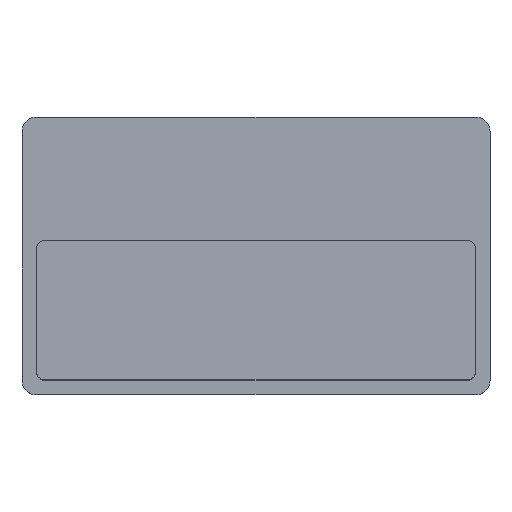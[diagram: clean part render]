
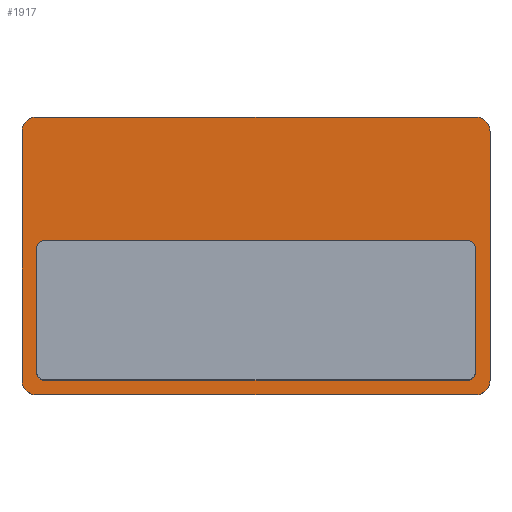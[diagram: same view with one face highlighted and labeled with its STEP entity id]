
A CAD part, top view. The second image highlights one B-rep face of the part: STEP entity #1917.
In plain terms, the highlighted planar face has unit normal (0, 0, 1).
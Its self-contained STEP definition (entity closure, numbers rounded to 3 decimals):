
#23=FACE_BOUND('',#228,.T.);
#28=PLANE('',#2052);
#120=FACE_OUTER_BOUND('',#227,.T.);
#227=EDGE_LOOP('',(#1506,#1507,#1508,#1509,#1510,#1511,#1512,#1513));
#228=EDGE_LOOP('',(#1514,#1515,#1516,#1517,#1518,#1519,#1520,#1521));
#421=CIRCLE('',#2035,1.);
#425=CIRCLE('',#2042,1.);
#426=CIRCLE('',#2045,1.);
#427=CIRCLE('',#2048,1.);
#429=CIRCLE('',#2051,2.);
#430=CIRCLE('',#2053,2.);
#431=CIRCLE('',#2054,2.);
#432=CIRCLE('',#2055,2.);
#516=LINE('',#5177,#624);
#522=LINE('',#5197,#630);
#525=LINE('',#5575,#633);
#529=LINE('',#5961,#637);
#530=LINE('',#5965,#638);
#531=LINE('',#5969,#639);
#532=LINE('',#5972,#640);
#533=LINE('',#5973,#641);
#624=VECTOR('',#2330,10.);
#630=VECTOR('',#2350,10.);
#633=VECTOR('',#2359,10.);
#637=VECTOR('',#2375,10.);
#638=VECTOR('',#2378,10.);
#639=VECTOR('',#2381,10.);
#640=VECTOR('',#2384,10.);
#641=VECTOR('',#2385,10.);
#820=VERTEX_POINT('',#5167);
#821=VERTEX_POINT('',#5169);
#823=VERTEX_POINT('',#5175);
#829=VERTEX_POINT('',#5191);
#830=VERTEX_POINT('',#5195);
#831=VERTEX_POINT('',#5569);
#832=VERTEX_POINT('',#5571);
#833=VERTEX_POINT('',#5947);
#836=VERTEX_POINT('',#5954);
#837=VERTEX_POINT('',#5956);
#838=VERTEX_POINT('',#5960);
#839=VERTEX_POINT('',#5962);
#840=VERTEX_POINT('',#5964);
#841=VERTEX_POINT('',#5966);
#842=VERTEX_POINT('',#5968);
#843=VERTEX_POINT('',#5970);
#1086=EDGE_CURVE('',#820,#821,#421,.F.);
#1090=EDGE_CURVE('',#823,#820,#516,.T.);
#1098=EDGE_CURVE('',#829,#823,#425,.F.);
#1100=EDGE_CURVE('',#830,#829,#522,.T.);
#1106=EDGE_CURVE('',#831,#832,#426,.F.);
#1108=EDGE_CURVE('',#821,#831,#525,.T.);
#1114=EDGE_CURVE('',#833,#830,#427,.F.);
#1117=EDGE_CURVE('',#836,#837,#429,.T.);
#1119=EDGE_CURVE('',#836,#838,#529,.T.);
#1120=EDGE_CURVE('',#839,#838,#430,.T.);
#1121=EDGE_CURVE('',#839,#840,#530,.T.);
#1122=EDGE_CURVE('',#841,#840,#431,.T.);
#1123=EDGE_CURVE('',#842,#841,#531,.T.);
#1124=EDGE_CURVE('',#843,#842,#432,.T.);
#1125=EDGE_CURVE('',#837,#843,#532,.T.);
#1126=EDGE_CURVE('',#832,#833,#533,.T.);
#1506=ORIENTED_EDGE('',*,*,#1117,.F.);
#1507=ORIENTED_EDGE('',*,*,#1119,.T.);
#1508=ORIENTED_EDGE('',*,*,#1120,.F.);
#1509=ORIENTED_EDGE('',*,*,#1121,.T.);
#1510=ORIENTED_EDGE('',*,*,#1122,.F.);
#1511=ORIENTED_EDGE('',*,*,#1123,.F.);
#1512=ORIENTED_EDGE('',*,*,#1124,.F.);
#1513=ORIENTED_EDGE('',*,*,#1125,.F.);
#1514=ORIENTED_EDGE('',*,*,#1100,.F.);
#1515=ORIENTED_EDGE('',*,*,#1114,.F.);
#1516=ORIENTED_EDGE('',*,*,#1126,.F.);
#1517=ORIENTED_EDGE('',*,*,#1106,.F.);
#1518=ORIENTED_EDGE('',*,*,#1108,.F.);
#1519=ORIENTED_EDGE('',*,*,#1086,.F.);
#1520=ORIENTED_EDGE('',*,*,#1090,.F.);
#1521=ORIENTED_EDGE('',*,*,#1098,.F.);
#1917=ADVANCED_FACE('',(#120,#23),#28,.T.);
#2035=AXIS2_PLACEMENT_3D('',#5170,#2323,#2324);
#2042=AXIS2_PLACEMENT_3D('',#5193,#2345,#2346);
#2045=AXIS2_PLACEMENT_3D('',#5572,#2354,#2355);
#2048=AXIS2_PLACEMENT_3D('',#5949,#2363,#2364);
#2051=AXIS2_PLACEMENT_3D('',#5957,#2370,#2371);
#2052=AXIS2_PLACEMENT_3D('',#5959,#2373,#2374);
#2053=AXIS2_PLACEMENT_3D('',#5963,#2376,#2377);
#2054=AXIS2_PLACEMENT_3D('',#5967,#2379,#2380);
#2055=AXIS2_PLACEMENT_3D('',#5971,#2382,#2383);
#2323=DIRECTION('center_axis',(0.,0.,-1.));
#2324=DIRECTION('ref_axis',(0.707,0.707,0.));
#2330=DIRECTION('',(0.,1.,0.));
#2345=DIRECTION('center_axis',(0.,0.,-1.));
#2346=DIRECTION('ref_axis',(0.707,-0.707,0.));
#2350=DIRECTION('',(1.,0.,0.));
#2354=DIRECTION('center_axis',(0.,0.,-1.));
#2355=DIRECTION('ref_axis',(-0.707,0.707,0.));
#2359=DIRECTION('',(-1.,0.,0.));
#2363=DIRECTION('center_axis',(0.,0.,-1.));
#2364=DIRECTION('ref_axis',(-0.707,-0.707,0.));
#2370=DIRECTION('center_axis',(0.,0.,-1.));
#2371=DIRECTION('ref_axis',(-0.707,-0.707,0.));
#2373=DIRECTION('center_axis',(0.,0.,1.));
#2374=DIRECTION('ref_axis',(1.,0.,0.));
#2375=DIRECTION('',(1.,0.,0.));
#2376=DIRECTION('center_axis',(0.,0.,-1.));
#2377=DIRECTION('ref_axis',(0.707,-0.707,0.));
#2378=DIRECTION('',(0.,1.,0.));
#2379=DIRECTION('center_axis',(0.,0.,-1.));
#2380=DIRECTION('ref_axis',(0.707,0.707,0.));
#2381=DIRECTION('',(1.,0.,0.));
#2382=DIRECTION('center_axis',(0.,0.,-1.));
#2383=DIRECTION('ref_axis',(-0.707,0.707,0.));
#2384=DIRECTION('',(0.,1.,0.));
#2385=DIRECTION('',(0.,-1.,0.));
#5167=CARTESIAN_POINT('',(60.,18.,0.));
#5169=CARTESIAN_POINT('',(59.,19.,0.));
#5170=CARTESIAN_POINT('Origin',(59.,18.,0.));
#5175=CARTESIAN_POINT('',(60.,1.,0.));
#5177=CARTESIAN_POINT('',(60.,0.,0.));
#5191=CARTESIAN_POINT('',(59.,0.,0.));
#5193=CARTESIAN_POINT('Origin',(59.,1.,0.));
#5195=CARTESIAN_POINT('',(1.,0.,0.));
#5197=CARTESIAN_POINT('',(0.,0.,0.));
#5569=CARTESIAN_POINT('',(1.,19.,0.));
#5571=CARTESIAN_POINT('',(0.,18.,0.));
#5572=CARTESIAN_POINT('Origin',(1.,18.,0.));
#5575=CARTESIAN_POINT('',(60.,19.,0.));
#5947=CARTESIAN_POINT('',(0.,1.,0.));
#5949=CARTESIAN_POINT('Origin',(1.,1.,0.));
#5954=CARTESIAN_POINT('',(0.,-2.,0.));
#5956=CARTESIAN_POINT('',(-2.,0.,0.));
#5957=CARTESIAN_POINT('Origin',(0.,0.,0.));
#5959=CARTESIAN_POINT('Origin',(30.,17.,0.));
#5960=CARTESIAN_POINT('',(60.,-2.,0.));
#5961=CARTESIAN_POINT('',(-2.,-2.,0.));
#5962=CARTESIAN_POINT('',(62.,0.,0.));
#5963=CARTESIAN_POINT('Origin',(60.,0.,0.));
#5964=CARTESIAN_POINT('',(62.,34.,0.));
#5965=CARTESIAN_POINT('',(62.,-2.,0.));
#5966=CARTESIAN_POINT('',(60.,36.,0.));
#5967=CARTESIAN_POINT('Origin',(60.,34.,0.));
#5968=CARTESIAN_POINT('',(0.,36.,0.));
#5969=CARTESIAN_POINT('',(-2.,36.,0.));
#5970=CARTESIAN_POINT('',(-2.,34.,0.));
#5971=CARTESIAN_POINT('Origin',(0.,34.,0.));
#5972=CARTESIAN_POINT('',(-2.,19.,0.));
#5973=CARTESIAN_POINT('',(0.,19.,0.));
